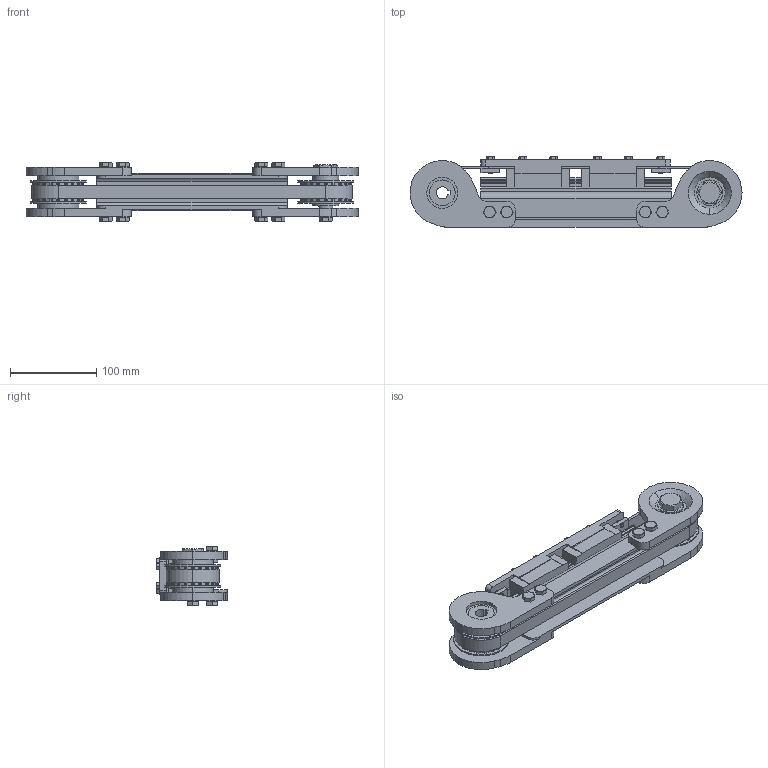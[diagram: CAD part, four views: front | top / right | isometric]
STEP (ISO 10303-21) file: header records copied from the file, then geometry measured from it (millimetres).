
FILE_DESCRIPTION(('STEP AP214'),'1');
FILE_NAME('lti45-trb-s20i-d-1_0.stp','2022-09-27T15:58:35',('TraceParts'),('TraceParts S.A.'),'Spatial InterOp 3D',' ',' ');
FILE_SCHEMA(('AUTOMOTIVE_DESIGN { 1 0 10303 214 1 1 1 1 }'));
Length unit declared in the file: millimetre
Products named in the file (1): lti45-trb-s20i-d-1_0_1
Bounding box: 386 x 82 x 68.4 mm (x, y, z)
Volume: 795184.7 mm3; surface area: 209248 mm2
Topology: 2 solids, 2 shells, 1273 faces, 3453 edges, 2240 vertices
Faces by surface type: cylinder 570, plane 509, cone 194
Entity records: 50831 total; most frequent: CARTESIAN_POINT 8072, DIRECTION 7075, ORIENTED_EDGE 6906, EDGE_CURVE 3453, AXIS2_PLACEMENT_3D 2623, VERTEX_POINT 2240, LINE 1829, VECTOR 1829
